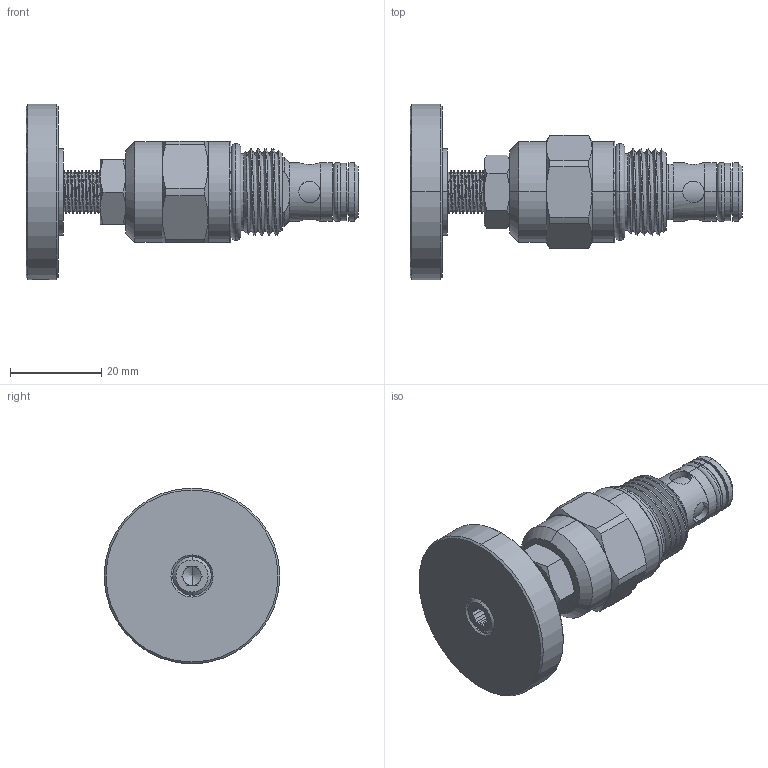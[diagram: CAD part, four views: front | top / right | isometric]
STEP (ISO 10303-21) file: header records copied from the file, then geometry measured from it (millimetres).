
FILE_DESCRIPTION (( 'STEP AP214' ), '1' );
FILE_NAME ('CV08W20-E.STEP', '2016-05-17T03:31:37', ( '' ), ( '' ), 'SwSTEP 2.0', 'SolidWorks 2012', '' );
FILE_SCHEMA (( 'AUTOMOTIVE_DESIGN' ));
Length unit declared in the file: millimetre
Products named in the file (1): CV08W20-E
Bounding box: 72.6 x 38.4 x 38.4 mm (x, y, z)
Volume: 23524.9 mm3; surface area: 10290.5 mm2
Topology: 6 solids, 6 shells, 343 faces, 891 edges, 568 vertices
Faces by surface type: cylinder 186, plane 73, cone 61, torus 15, bspline 6, sphere 2
Entity records: 27481 total; most frequent: CARTESIAN_POINT 19844, ORIENTED_EDGE 1774, DIRECTION 1403, EDGE_CURVE 887, VERTEX_POINT 568, AXIS2_PLACEMENT_3D 547, EDGE_LOOP 367, ADVANCED_FACE 343
